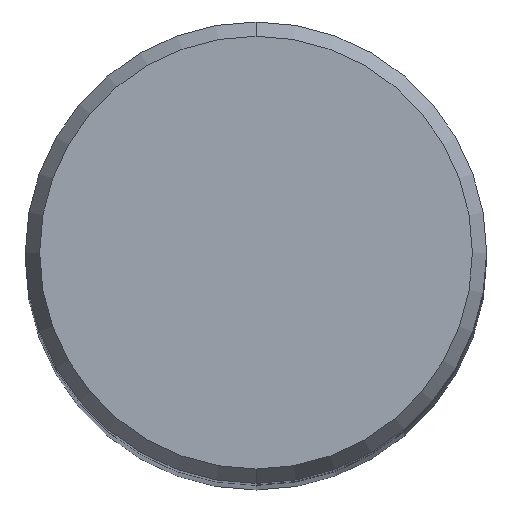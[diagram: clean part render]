
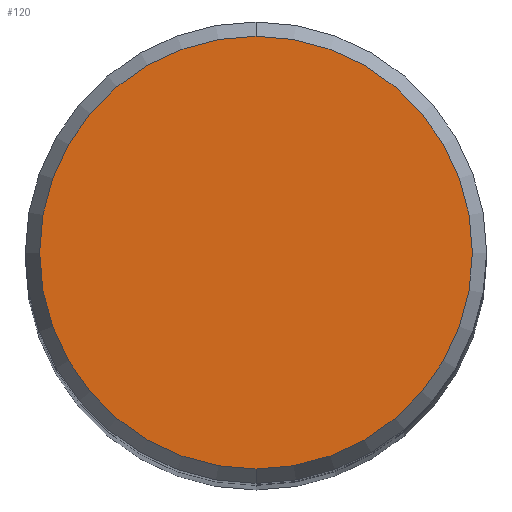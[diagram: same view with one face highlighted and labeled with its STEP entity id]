
A CAD part, top view. The second image highlights one B-rep face of the part: STEP entity #120.
In plain terms, the highlighted planar face has unit normal (0, 0, 1).
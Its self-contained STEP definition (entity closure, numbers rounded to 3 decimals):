
#92=EDGE_CURVE('',#138,#112,#215,.T.);
#100=EDGE_CURVE('',#112,#138,#223,.T.);
#112=VERTEX_POINT('',#237);
#120=ADVANCED_FACE('',(#246),#247,.T.);
#138=VERTEX_POINT('',#267);
#215=CIRCLE('',#345,10.425);
#223=CIRCLE('',#357,10.425);
#237=CARTESIAN_POINT('',(0.,-10.425,0.01));
#246=FACE_OUTER_BOUND('',#381,.T.);
#247=PLANE('',#382);
#267=CARTESIAN_POINT('',(0.0,10.425,0.01));
#345=AXIS2_PLACEMENT_3D('',#491,#492,#493);
#357=AXIS2_PLACEMENT_3D('',#498,#499,#500);
#381=EDGE_LOOP('',(#529,#530));
#382=AXIS2_PLACEMENT_3D('',#531,#532,#533);
#491=CARTESIAN_POINT('',(0.0,0.0,0.01));
#492=DIRECTION('',(0.0,0.0,-1.0));
#493=DIRECTION('',(0.0,1.0,0.0));
#498=CARTESIAN_POINT('',(0.0,0.0,0.01));
#499=DIRECTION('',(0.0,0.0,-1.0));
#500=DIRECTION('',(0.0,1.0,0.0));
#529=ORIENTED_EDGE('',*,*,#92,.F.);
#530=ORIENTED_EDGE('',*,*,#100,.F.);
#531=CARTESIAN_POINT('',(0.0,5.212,0.01));
#532=DIRECTION('',(-0.0,0.0,1.0));
#533=DIRECTION('',(0.0,-1.0,0.0));
